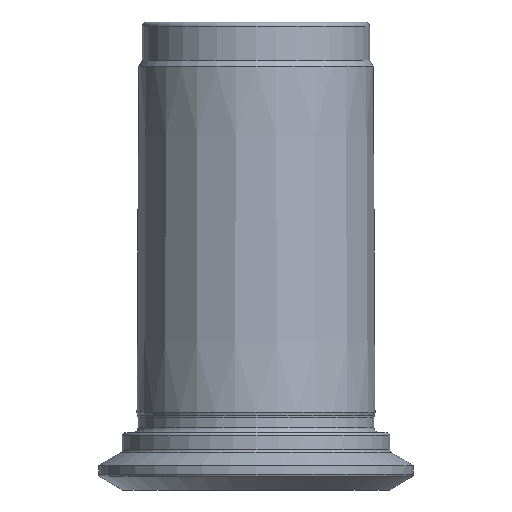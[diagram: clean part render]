
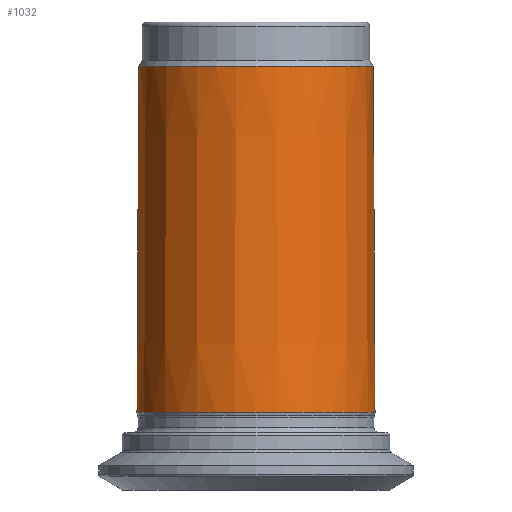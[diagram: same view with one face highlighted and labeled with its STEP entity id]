
A CAD part, front view. The second image highlights one B-rep face of the part: STEP entity #1032.
In plain terms, the highlighted conical face has half-angle 0.286 degrees and reference radius 12.466 mm.
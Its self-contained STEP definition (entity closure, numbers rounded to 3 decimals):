
#75=CONICAL_SURFACE('',#1122,12.467,0.005);
#156=ORIENTED_EDGE('',*,*,#242,.F.);
#157=ORIENTED_EDGE('',*,*,#243,.T.);
#242=EDGE_CURVE('',#312,#312,#374,.T.);
#243=EDGE_CURVE('',#313,#313,#375,.F.);
#312=VERTEX_POINT('',#1403);
#313=VERTEX_POINT('',#1406);
#374=CIRCLE('',#1071,12.28);
#375=CIRCLE('',#1073,12.461);
#478=EDGE_LOOP('',(#156));
#479=EDGE_LOOP('',(#157));
#580=FACE_BOUND('',#478,.T.);
#581=FACE_BOUND('',#479,.T.);
#1032=ADVANCED_FACE('',(#580,#581),#75,.T.);
#1071=AXIS2_PLACEMENT_3D('',#1402,#1185,#1186);
#1073=AXIS2_PLACEMENT_3D('',#1405,#1189,#1190);
#1122=AXIS2_PLACEMENT_3D('',#1478,#1287,#1288);
#1185=DIRECTION('',(0.,0.,1.));
#1186=DIRECTION('',(1.,0.,0.));
#1189=DIRECTION('',(0.,0.,-1.));
#1190=DIRECTION('',(-1.,0.,0.));
#1287=DIRECTION('',(0.,0.,-1.));
#1288=DIRECTION('',(-1.,0.,0.));
#1402=CARTESIAN_POINT('',(0.,0.,44.342));
#1403=CARTESIAN_POINT('',(12.28,0.,44.342));
#1405=CARTESIAN_POINT('',(0.,0.,8.12));
#1406=CARTESIAN_POINT('',(-12.461,0.,8.12));
#1478=CARTESIAN_POINT('',(0.,0.,7.));
